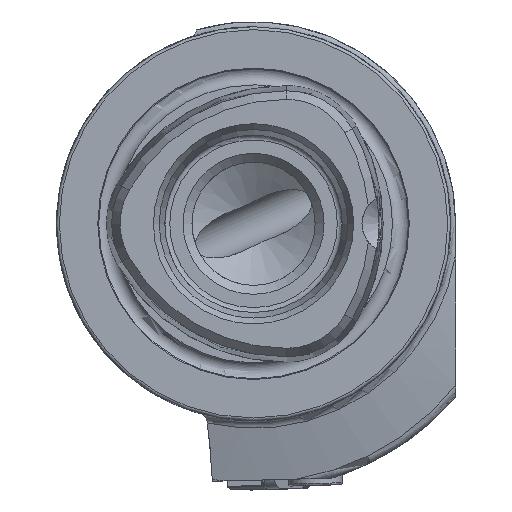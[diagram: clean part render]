
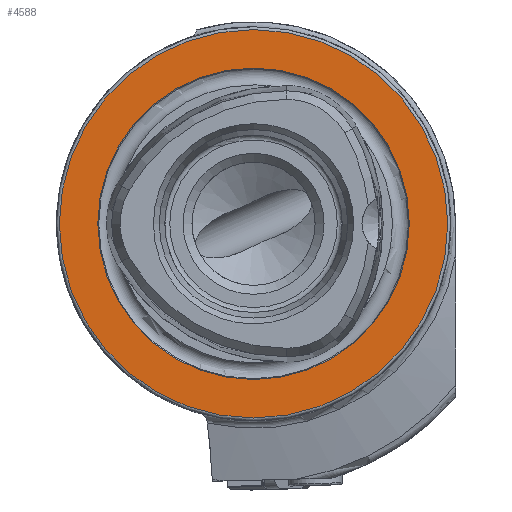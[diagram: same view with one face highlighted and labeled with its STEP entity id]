
A CAD part, left-side view. The second image highlights one B-rep face of the part: STEP entity #4588.
In plain terms, the highlighted planar face has unit normal (-1, 0, 0).
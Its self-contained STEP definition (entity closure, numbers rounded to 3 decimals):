
#570 = EDGE_CURVE ( 'NONE', #4435, #4435, #6610, .T. ) ;
#1059 = CIRCLE ( 'NONE', #3079, 15.8 ) ;
#1135 = DIRECTION ( 'NONE',  ( -1., 0., 0. ) ) ;
#1189 = CARTESIAN_POINT ( 'NONE',  ( 0., 0., 0. ) ) ;
#1754 = DIRECTION ( 'NONE',  ( 0., 0., 1. ) ) ;
#2075 = DIRECTION ( 'NONE',  ( 0., 0., -1. ) ) ;
#3079 = AXIS2_PLACEMENT_3D ( 'NONE', #6839, #3711, #3690 ) ;
#3153 = CARTESIAN_POINT ( 'NONE',  ( 0., 0., 15.8 ) ) ;
#3248 = ORIENTED_EDGE ( 'NONE', *, *, #570, .T. ) ;
#3690 = DIRECTION ( 'NONE',  ( 0., 0., 1. ) ) ;
#3709 = PLANE ( 'NONE',  #6619 ) ;
#3711 = DIRECTION ( 'NONE',  ( -1., 0., 0. ) ) ;
#4435 = VERTEX_POINT ( 'NONE', #8026 ) ;
#4588 = ADVANCED_FACE ( 'NONE', ( #5880, #5309 ), #3709, .F. ) ;
#4732 = EDGE_LOOP ( 'NONE', ( #3248 ) ) ;
#5309 = FACE_OUTER_BOUND ( 'NONE', #4732, .T. ) ;
#5540 = EDGE_LOOP ( 'NONE', ( #7954 ) ) ;
#5602 = CARTESIAN_POINT ( 'NONE',  ( 0., 15.8, 0. ) ) ;
#5880 = FACE_BOUND ( 'NONE', #5540, .T. ) ;
#6228 = AXIS2_PLACEMENT_3D ( 'NONE', #1189, #1135, #1754 ) ;
#6445 = DIRECTION ( 'NONE',  ( 1., 0., 0. ) ) ;
#6610 = CIRCLE ( 'NONE', #6228, 19.7 ) ;
#6613 = VERTEX_POINT ( 'NONE', #3153 ) ;
#6619 = AXIS2_PLACEMENT_3D ( 'NONE', #5602, #6445, #2075 ) ;
#6839 = CARTESIAN_POINT ( 'NONE',  ( 0., 0., 0. ) ) ;
#7033 = EDGE_CURVE ( 'NONE', #6613, #6613, #1059, .T. ) ;
#7954 = ORIENTED_EDGE ( 'NONE', *, *, #7033, .F. ) ;
#8026 = CARTESIAN_POINT ( 'NONE',  ( 0., 0., 19.7 ) ) ;
